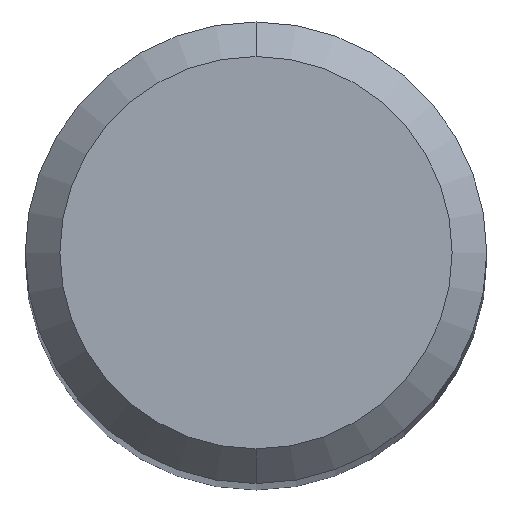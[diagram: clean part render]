
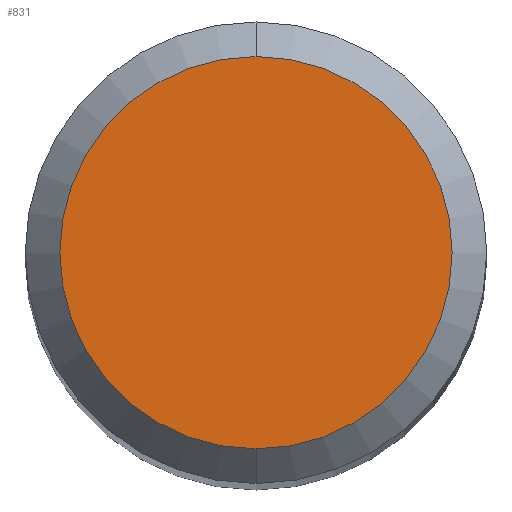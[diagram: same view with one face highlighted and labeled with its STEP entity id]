
A CAD part, top view. The second image highlights one B-rep face of the part: STEP entity #831.
In plain terms, the highlighted planar face has unit normal (0, 0, 1).
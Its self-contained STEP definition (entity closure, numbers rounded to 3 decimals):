
#417=VERTEX_POINT('',#1136);
#641=EDGE_CURVE('',#417,#921,#1377,.T.);
#745=EDGE_CURVE('',#921,#417,#1495,.T.);
#831=ADVANCED_FACE('',(#1591),#1592,.T.);
#921=VERTEX_POINT('',#1688);
#1136=CARTESIAN_POINT('',(0.0,1.7,0.0));
#1377=CIRCLE('',#2663,1.7);
#1495=CIRCLE('',#3027,1.7);
#1591=FACE_OUTER_BOUND('',#3387,.T.);
#1592=PLANE('',#3388);
#1688=CARTESIAN_POINT('',(0.,-1.7,0.0));
#2663=AXIS2_PLACEMENT_3D('',#4620,#4621,#4622);
#3027=AXIS2_PLACEMENT_3D('',#4747,#4748,#4749);
#3387=EDGE_LOOP('',(#4870,#4871));
#3388=AXIS2_PLACEMENT_3D('',#4872,#4873,#4874);
#4620=CARTESIAN_POINT('',(0.0,0.0,0.0));
#4621=DIRECTION('',(0.0,0.0,-1.0));
#4622=DIRECTION('',(0.0,1.0,0.0));
#4747=CARTESIAN_POINT('',(0.0,0.0,0.0));
#4748=DIRECTION('',(0.0,0.0,-1.0));
#4749=DIRECTION('',(0.0,1.0,0.0));
#4870=ORIENTED_EDGE('',*,*,#641,.F.);
#4871=ORIENTED_EDGE('',*,*,#745,.F.);
#4872=CARTESIAN_POINT('',(0.0,0.85,0.0));
#4873=DIRECTION('',(-0.0,0.0,1.0));
#4874=DIRECTION('',(0.0,-1.0,0.0));
